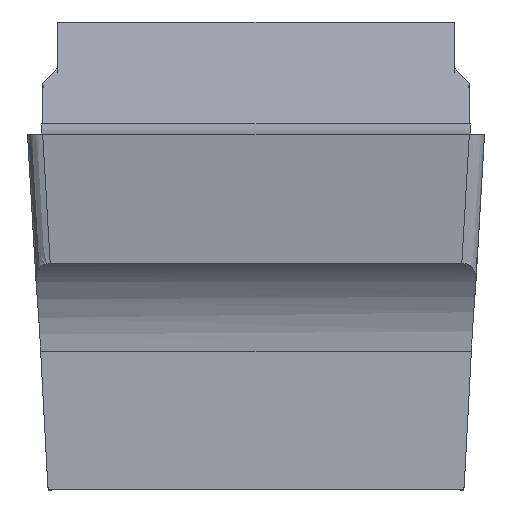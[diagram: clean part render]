
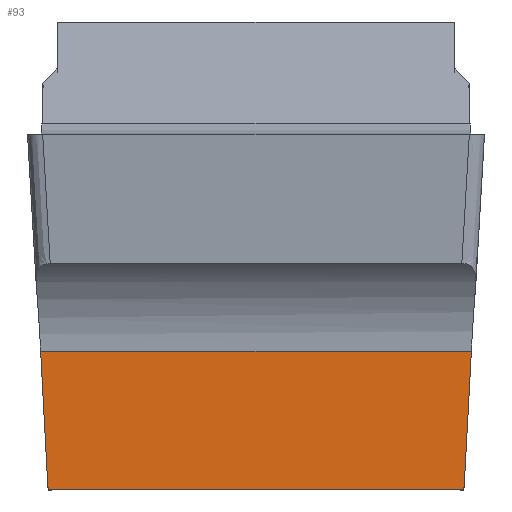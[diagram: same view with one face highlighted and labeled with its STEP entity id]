
A CAD part, front view. The second image highlights one B-rep face of the part: STEP entity #93.
In plain terms, the highlighted planar face has unit normal (0, -1, 0).
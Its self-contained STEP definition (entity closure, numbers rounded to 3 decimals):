
#61=B_SPLINE_CURVE_WITH_KNOTS('',3,(#1105,#1106,#1107,#1108),
 .UNSPECIFIED.,.F.,.F.,(4,4),(0.,1.),.UNSPECIFIED.);
#62=B_SPLINE_CURVE_WITH_KNOTS('',3,(#1110,#1111,#1112,#1113),
 .UNSPECIFIED.,.F.,.F.,(4,4),(0.,1.),.UNSPECIFIED.);
#93=ADVANCED_FACE('SIDE_IB_1_SU3',(#157),#133,.F.);
#133=PLANE('',#822);
#157=FACE_OUTER_BOUND('',#197,.T.);
#197=EDGE_LOOP('',(#261,#262,#263,#264,#265,#266));
#261=ORIENTED_EDGE('',*,*,#564,.F.);
#262=ORIENTED_EDGE('',*,*,#545,.F.);
#263=ORIENTED_EDGE('',*,*,#565,.F.);
#264=ORIENTED_EDGE('',*,*,#566,.T.);
#265=ORIENTED_EDGE('',*,*,#567,.F.);
#266=ORIENTED_EDGE('',*,*,#568,.T.);
#469=VERTEX_POINT('',#1048);
#470=VERTEX_POINT('',#1050);
#487=VERTEX_POINT('',#1109);
#488=VERTEX_POINT('',#1114);
#489=VERTEX_POINT('',#1116);
#490=VERTEX_POINT('',#1118);
#545=EDGE_CURVE('',#469,#470,#657,.T.);
#564=EDGE_CURVE('',#470,#487,#61,.T.);
#565=EDGE_CURVE('',#488,#469,#62,.T.);
#566=EDGE_CURVE('',#488,#489,#668,.T.);
#567=EDGE_CURVE('',#490,#489,#669,.T.);
#568=EDGE_CURVE('',#490,#487,#670,.T.);
#657=LINE('',#1049,#719);
#668=LINE('',#1115,#730);
#669=LINE('',#1117,#731);
#670=LINE('',#1119,#732);
#719=VECTOR('',#866,1.);
#730=VECTOR('',#881,1.);
#731=VECTOR('',#882,1.);
#732=VECTOR('',#883,1.);
#822=AXIS2_PLACEMENT_3D('',#1120,#884,#885);
#866=DIRECTION('',(-1.,0.,0.));
#881=DIRECTION('',(0.052,0.,0.999));
#882=DIRECTION('',(1.,0.,0.));
#883=DIRECTION('',(0.052,0.,-0.999));
#884=DIRECTION('',(0.,1.,0.));
#885=DIRECTION('',(0.,0.,1.));
#1048=CARTESIAN_POINT('',(2.728,-12.15,-4.672));
#1049=CARTESIAN_POINT('',(-3.12,-12.15,-4.672));
#1050=CARTESIAN_POINT('',(-2.728,-12.15,-4.672));
#1105=CARTESIAN_POINT('',(-2.728,-12.15,-4.672));
#1106=CARTESIAN_POINT('',(-2.735,-12.15,-4.584));
#1107=CARTESIAN_POINT('',(-2.74,-12.15,-4.496));
#1108=CARTESIAN_POINT('',(-2.745,-12.15,-4.408));
#1109=CARTESIAN_POINT('',(-2.745,-12.15,-4.408));
#1110=CARTESIAN_POINT('',(2.745,-12.15,-4.408));
#1111=CARTESIAN_POINT('',(2.74,-12.15,-4.496));
#1112=CARTESIAN_POINT('',(2.735,-12.15,-4.584));
#1113=CARTESIAN_POINT('',(2.728,-12.15,-4.672));
#1114=CARTESIAN_POINT('',(2.745,-12.15,-4.408));
#1115=CARTESIAN_POINT('',(2.637,-12.15,-6.474));
#1116=CARTESIAN_POINT('',(2.827,-12.15,-2.851));
#1117=CARTESIAN_POINT('',(5.,-12.15,-2.851));
#1118=CARTESIAN_POINT('',(-2.827,-12.15,-2.851));
#1119=CARTESIAN_POINT('',(-2.654,-12.15,-6.147));
#1120=CARTESIAN_POINT('',(-3.12,-12.15,-6.172));
